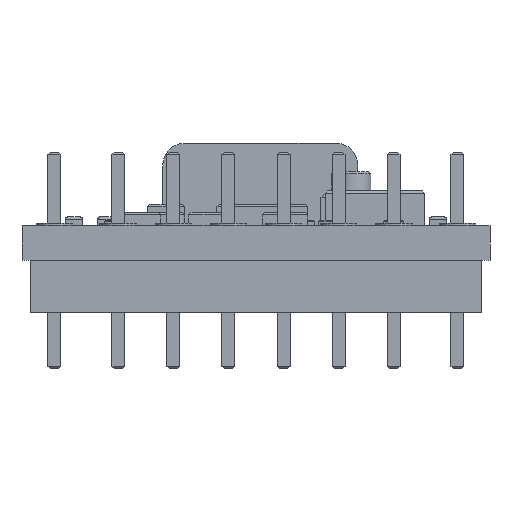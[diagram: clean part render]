
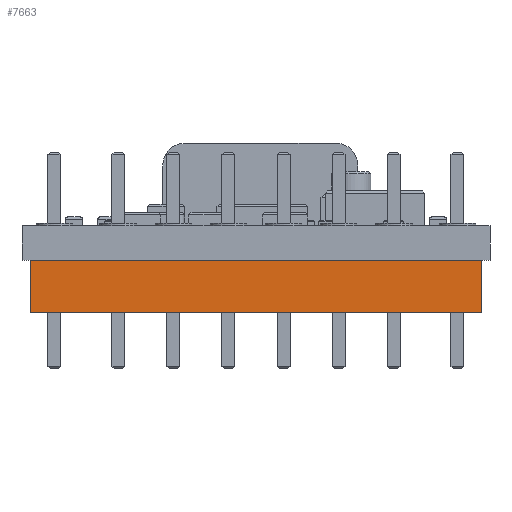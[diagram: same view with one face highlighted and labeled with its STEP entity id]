
A CAD part, front view. The second image highlights one B-rep face of the part: STEP entity #7663.
In plain terms, the highlighted planar face has unit normal (0, -1, 0).
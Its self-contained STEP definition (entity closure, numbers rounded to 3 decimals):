
#4660 = VERTEX_POINT('',#4661);
#4661 = CARTESIAN_POINT('',(0.4,0.15,0.));
#4710 = VERTEX_POINT('',#4711);
#4711 = CARTESIAN_POINT('',(21.2,0.15,0.));
#4717 = EDGE_CURVE('',#4710,#4660,#4718,.T.);
#4718 = LINE('',#4719,#4720);
#4719 = CARTESIAN_POINT('',(21.2,0.15,0.));
#4720 = VECTOR('',#4721,1.);
#4721 = DIRECTION('',(-1.,0.,0.));
#7636 = EDGE_CURVE('',#4660,#7637,#7639,.T.);
#7637 = VERTEX_POINT('',#7638);
#7638 = CARTESIAN_POINT('',(0.4,0.15,-2.4));
#7639 = LINE('',#7640,#7641);
#7640 = CARTESIAN_POINT('',(0.4,0.15,0.));
#7641 = VECTOR('',#7642,1.);
#7642 = DIRECTION('',(0.,0.,-1.));
#7663 = ADVANCED_FACE('',(#7664),#7682,.F.);
#7664 = FACE_BOUND('',#7665,.F.);
#7665 = EDGE_LOOP('',(#7666,#7674,#7680,#7681));
#7666 = ORIENTED_EDGE('',*,*,#7667,.T.);
#7667 = EDGE_CURVE('',#4710,#7668,#7670,.T.);
#7668 = VERTEX_POINT('',#7669);
#7669 = CARTESIAN_POINT('',(21.2,0.15,-2.4));
#7670 = LINE('',#7671,#7672);
#7671 = CARTESIAN_POINT('',(21.2,0.15,0.));
#7672 = VECTOR('',#7673,1.);
#7673 = DIRECTION('',(0.,0.,-1.));
#7674 = ORIENTED_EDGE('',*,*,#7675,.T.);
#7675 = EDGE_CURVE('',#7668,#7637,#7676,.T.);
#7676 = LINE('',#7677,#7678);
#7677 = CARTESIAN_POINT('',(21.2,0.15,-2.4));
#7678 = VECTOR('',#7679,1.);
#7679 = DIRECTION('',(-1.,0.,0.));
#7680 = ORIENTED_EDGE('',*,*,#7636,.F.);
#7681 = ORIENTED_EDGE('',*,*,#4717,.F.);
#7682 = PLANE('',#7683);
#7683 = AXIS2_PLACEMENT_3D('',#7684,#7685,#7686);
#7684 = CARTESIAN_POINT('',(21.2,0.15,0.));
#7685 = DIRECTION('',(0.,1.,0.));
#7686 = DIRECTION('',(-1.,0.,0.));
